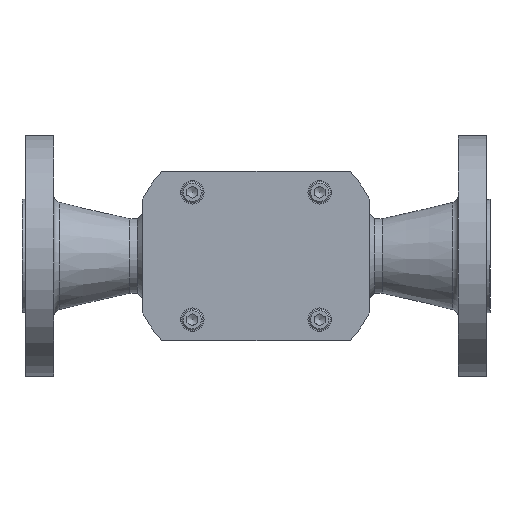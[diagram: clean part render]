
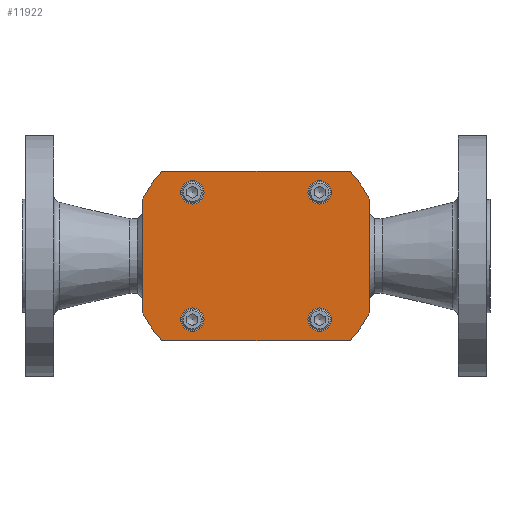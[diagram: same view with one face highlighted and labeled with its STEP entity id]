
A CAD part, front view. The second image highlights one B-rep face of the part: STEP entity #11922.
In plain terms, the highlighted planar face has unit normal (0, -1, 0).
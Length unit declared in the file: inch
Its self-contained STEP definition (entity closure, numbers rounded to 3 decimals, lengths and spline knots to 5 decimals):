
#11387=CARTESIAN_POINT('',(2.0,0.,1.00431));
#11388=VERTEX_POINT('',#11387);
#11395=CARTESIAN_POINT('',(2.0,0.,-1.00431));
#11396=VERTEX_POINT('',#11395);
#11397=CARTESIAN_POINT('',(2.0,0.,-1.00431));
#11398=DIRECTION('',(0.0,0.0,1.0));
#11399=VECTOR('',#11398,2.00863);
#11400=LINE('',#11397,#11399);
#11401=EDGE_CURVE('',#11396,#11388,#11400,.T.);
#11430=CARTESIAN_POINT('',(-2.0,0.,-1.00431));
#11431=VERTEX_POINT('',#11430);
#11438=CARTESIAN_POINT('',(-2.0,0.,1.00431));
#11439=VERTEX_POINT('',#11438);
#11440=CARTESIAN_POINT('',(-2.0,0.,1.00431));
#11441=DIRECTION('',(0.0,0.0,-1.0));
#11442=VECTOR('',#11441,2.00863);
#11443=LINE('',#11440,#11442);
#11444=EDGE_CURVE('',#11439,#11431,#11443,.T.);
#11504=CARTESIAN_POINT('',(-1.125,0.,0.9175));
#11505=VERTEX_POINT('',#11504);
#11506=CARTESIAN_POINT('',(-1.125,0.,1.125));
#11507=DIRECTION('',(0.0,1.0,0.0));
#11508=DIRECTION('',(0.0,0.0,-1.0));
#11509=AXIS2_PLACEMENT_3D('',#11506,#11507,#11508);
#11510=CIRCLE('',#11509,0.2075);
#11511=EDGE_CURVE('',#11505,#11505,#11510,.T.);
#11573=CARTESIAN_POINT('',(-0.9175,0.,-1.125));
#11574=VERTEX_POINT('',#11573);
#11575=CARTESIAN_POINT('',(-1.125,0.,-1.125));
#11576=DIRECTION('',(0.0,1.0,0.0));
#11577=DIRECTION('',(1.0,0.0,0.0));
#11578=AXIS2_PLACEMENT_3D('',#11575,#11576,#11577);
#11579=CIRCLE('',#11578,0.2075);
#11580=EDGE_CURVE('',#11574,#11574,#11579,.T.);
#11642=CARTESIAN_POINT('',(1.125,0.,-0.9175));
#11643=VERTEX_POINT('',#11642);
#11644=CARTESIAN_POINT('',(1.125,0.,-1.125));
#11645=DIRECTION('',(0.0,1.0,0.0));
#11646=DIRECTION('',(0.0,0.0,1.0));
#11647=AXIS2_PLACEMENT_3D('',#11644,#11645,#11646);
#11648=CIRCLE('',#11647,0.2075);
#11649=EDGE_CURVE('',#11643,#11643,#11648,.T.);
#11703=CARTESIAN_POINT('',(0.9175,0.,1.125));
#11704=VERTEX_POINT('',#11703);
#11705=CARTESIAN_POINT('',(1.125,0.,1.125));
#11706=DIRECTION('',(0.0,1.0,0.0));
#11707=DIRECTION('',(-1.0,0.0,0.0));
#11708=AXIS2_PLACEMENT_3D('',#11705,#11706,#11707);
#11709=CIRCLE('',#11708,0.2075);
#11710=EDGE_CURVE('',#11704,#11704,#11709,.T.);
#11732=CARTESIAN_POINT('',(1.66092,0.,1.5));
#11733=VERTEX_POINT('',#11732);
#11740=CARTESIAN_POINT('',(0.0,0.0,0.0));
#11741=DIRECTION('',(0.,-1.0,0.));
#11742=DIRECTION('',(-0.742,0.,-0.67));
#11743=AXIS2_PLACEMENT_3D('',#11740,#11741,#11742);
#11744=CIRCLE('',#11743,2.238);
#11745=EDGE_CURVE('',#11388,#11733,#11744,.T.);
#11771=CARTESIAN_POINT('',(-1.66092,0.,1.5));
#11772=VERTEX_POINT('',#11771);
#11779=CARTESIAN_POINT('',(1.66092,0.,1.5));
#11780=DIRECTION('',(-1.0,0.0,0.0));
#11781=VECTOR('',#11780,3.32183);
#11782=LINE('',#11779,#11781);
#11783=EDGE_CURVE('',#11733,#11772,#11782,.T.);
#11796=CARTESIAN_POINT('',(0.0,0.0,0.0));
#11797=DIRECTION('',(0.,-1.,0.));
#11798=DIRECTION('',(0.894,0.,-0.449));
#11799=AXIS2_PLACEMENT_3D('',#11796,#11797,#11798);
#11800=CIRCLE('',#11799,2.238);
#11801=EDGE_CURVE('',#11772,#11439,#11800,.T.);
#11813=CARTESIAN_POINT('',(-1.66092,0.,-1.5));
#11814=VERTEX_POINT('',#11813);
#11821=CARTESIAN_POINT('',(0.0,0.0,0.0));
#11822=DIRECTION('',(0.,-1.0,0.));
#11823=DIRECTION('',(0.742,0.,0.67));
#11824=AXIS2_PLACEMENT_3D('',#11821,#11822,#11823);
#11825=CIRCLE('',#11824,2.238);
#11826=EDGE_CURVE('',#11431,#11814,#11825,.T.);
#11847=CARTESIAN_POINT('',(1.66092,0.,-1.5));
#11848=VERTEX_POINT('',#11847);
#11855=CARTESIAN_POINT('',(-1.66092,0.,-1.5));
#11856=DIRECTION('',(1.0,0.0,0.0));
#11857=VECTOR('',#11856,3.32183);
#11858=LINE('',#11855,#11857);
#11859=EDGE_CURVE('',#11814,#11848,#11858,.T.);
#11872=CARTESIAN_POINT('',(0.0,0.0,0.0));
#11873=DIRECTION('',(0.,-1.,0.));
#11874=DIRECTION('',(-0.894,0.,0.449));
#11875=AXIS2_PLACEMENT_3D('',#11872,#11873,#11874);
#11876=CIRCLE('',#11875,2.238);
#11877=EDGE_CURVE('',#11848,#11396,#11876,.T.);
#11895=CARTESIAN_POINT('',(0.,0.,0.));
#11896=DIRECTION('',(0.0,1.0,0.0));
#11897=DIRECTION('',(0.0,0.0,-1.0));
#11898=AXIS2_PLACEMENT_3D('',#11895,#11896,#11897);
#11899=PLANE('',#11898);
#11900=ORIENTED_EDGE('',*,*,#11401,.T.);
#11901=ORIENTED_EDGE('',*,*,#11745,.T.);
#11902=ORIENTED_EDGE('',*,*,#11783,.T.);
#11903=ORIENTED_EDGE('',*,*,#11801,.T.);
#11904=ORIENTED_EDGE('',*,*,#11444,.T.);
#11905=ORIENTED_EDGE('',*,*,#11826,.T.);
#11906=ORIENTED_EDGE('',*,*,#11859,.T.);
#11907=ORIENTED_EDGE('',*,*,#11877,.T.);
#11908=EDGE_LOOP('',(#11900,#11901,#11902,#11903,#11904,#11905,#11906,#11907));
#11909=FACE_OUTER_BOUND('',#11908,.T.);
#11910=ORIENTED_EDGE('',*,*,#11511,.T.);
#11911=EDGE_LOOP('',(#11910));
#11912=FACE_BOUND('',#11911,.T.);
#11913=ORIENTED_EDGE('',*,*,#11580,.T.);
#11914=EDGE_LOOP('',(#11913));
#11915=FACE_BOUND('',#11914,.T.);
#11916=ORIENTED_EDGE('',*,*,#11649,.T.);
#11917=EDGE_LOOP('',(#11916));
#11918=FACE_BOUND('',#11917,.T.);
#11919=ORIENTED_EDGE('',*,*,#11710,.T.);
#11920=EDGE_LOOP('',(#11919));
#11921=FACE_BOUND('',#11920,.T.);
#11922=ADVANCED_FACE('',(#11909,#11912,#11915,#11918,#11921),#11899,.F.);
